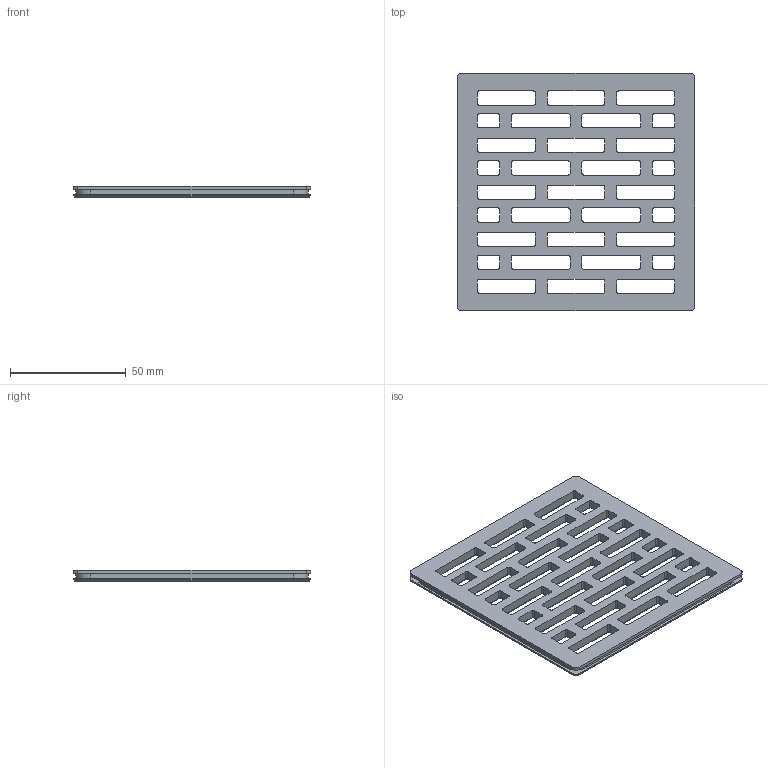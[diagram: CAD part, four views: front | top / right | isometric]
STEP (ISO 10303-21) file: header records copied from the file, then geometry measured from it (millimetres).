
FILE_DESCRIPTION((''),'2;1');
FILE_NAME('51011','2021-09-17T12:24:58',('rsmith'),(''),'CREO PARAMETRIC BY PTC INC, 2018400','CREO PARAMETRIC BY PTC INC, 2018400','');
FILE_SCHEMA(('AUTOMOTIVE_DESIGN { 1 0 10303 214 1 1 1 1 }'));
Length unit declared in the file: inch
Products named in the file (1): 51011
Bounding box: 102.74 x 102.74 x 4.78 mm (x, y, z)
Volume: 28402.5 mm3; surface area: 22758.7 mm2
Topology: 1 solids, 1 shells, 532 faces, 1328 edges, 800 vertices
Faces by surface type: cylinder 260, plane 144, bspline 124, cone 4
Entity records: 26031 total; most frequent: CARTESIAN_POINT 10174, ORIENTED_EDGE 2656, DIRECTION 2048, PRESENTATION_STYLE_ASSIGNMENT 1329, STYLED_ITEM 1329, CURVE_STYLE 1328, EDGE_CURVE 1328, VERTEX_POINT 800
